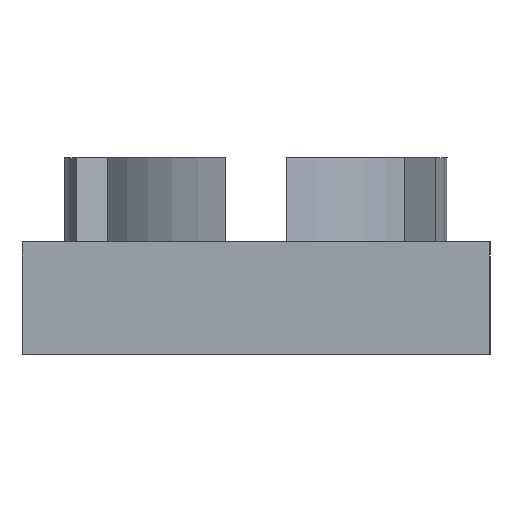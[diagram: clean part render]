
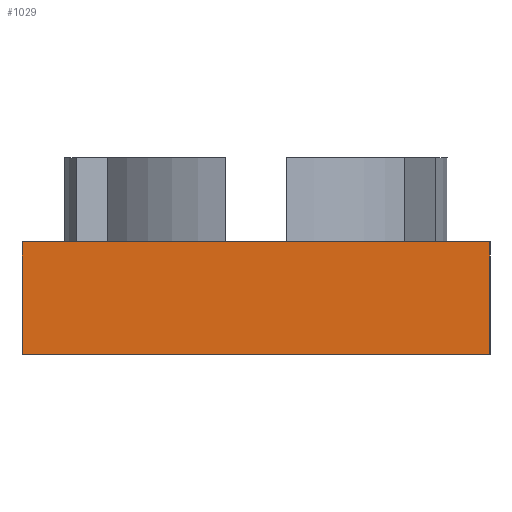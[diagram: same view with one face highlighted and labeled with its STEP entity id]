
A CAD part, left-side view. The second image highlights one B-rep face of the part: STEP entity #1029.
In plain terms, the highlighted planar face has unit normal (-1, 0, 0).
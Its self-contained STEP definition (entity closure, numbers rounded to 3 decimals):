
#59=PLANE('',#1111);
#151=FACE_OUTER_BOUND('',#209,.T.);
#209=EDGE_LOOP('',(#899,#900,#901,#902));
#287=LINE('',#2286,#376);
#303=LINE('',#2472,#392);
#304=LINE('',#2475,#393);
#305=LINE('',#2476,#394);
#376=VECTOR('',#1293,10.);
#392=VECTOR('',#1325,10.);
#393=VECTOR('',#1328,10.);
#394=VECTOR('',#1329,10.);
#506=VERTEX_POINT('',#2283);
#507=VERTEX_POINT('',#2285);
#519=VERTEX_POINT('',#2470);
#520=VERTEX_POINT('',#2474);
#640=EDGE_CURVE('',#506,#507,#287,.T.);
#662=EDGE_CURVE('',#506,#519,#303,.T.);
#663=EDGE_CURVE('',#520,#519,#304,.T.);
#664=EDGE_CURVE('',#507,#520,#305,.T.);
#899=ORIENTED_EDGE('',*,*,#662,.T.);
#900=ORIENTED_EDGE('',*,*,#663,.F.);
#901=ORIENTED_EDGE('',*,*,#664,.F.);
#902=ORIENTED_EDGE('',*,*,#640,.F.);
#1029=ADVANCED_FACE('',(#151),#59,.T.);
#1111=AXIS2_PLACEMENT_3D('',#2473,#1326,#1327);
#1293=DIRECTION('',(0.,1.,0.));
#1325=DIRECTION('',(0.,0.,1.));
#1326=DIRECTION('center_axis',(-1.,0.,0.));
#1327=DIRECTION('ref_axis',(0.,-1.,0.));
#1328=DIRECTION('',(0.,-1.,0.));
#1329=DIRECTION('',(0.,0.,1.));
#2283=CARTESIAN_POINT('',(-50.5,-12.5,-3.));
#2285=CARTESIAN_POINT('',(-50.5,12.5,-3.));
#2286=CARTESIAN_POINT('',(-50.5,12.5,-3.));
#2470=CARTESIAN_POINT('',(-50.5,-12.5,3.));
#2472=CARTESIAN_POINT('',(-50.5,-12.5,0.));
#2473=CARTESIAN_POINT('Origin',(-50.5,12.5,0.));
#2474=CARTESIAN_POINT('',(-50.5,12.5,3.));
#2475=CARTESIAN_POINT('',(-50.5,12.5,3.));
#2476=CARTESIAN_POINT('',(-50.5,12.5,0.));
